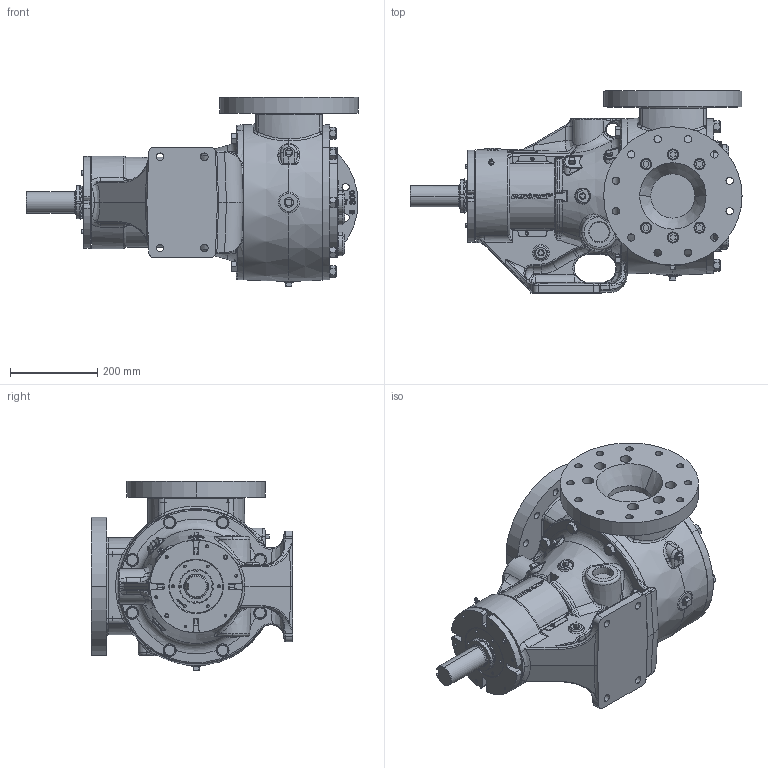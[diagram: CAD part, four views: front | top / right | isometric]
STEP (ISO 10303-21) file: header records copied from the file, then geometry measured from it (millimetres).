
FILE_DESCRIPTION (( 'STEP AP214' ), '1' );
FILE_NAME ('QV-2227.STEP', '2024-04-17T13:39:16', ( '' ), ( '' ), 'SwSTEP 2.0', 'SolidWorks 2022', '' );
FILE_SCHEMA (( 'AUTOMOTIVE_DESIGN' ));
Length unit declared in the file: inch
Products named in the file (1): QV-2227
Bounding box: 761.96 x 463.55 x 434.87 mm (x, y, z)
Volume: 42650062.7 mm3; surface area: 1641964.6 mm2
Topology: 1 solids, 1 shells, 3878 faces, 9855 edges, 6254 vertices
Faces by surface type: plane 1345, bspline 1241, cylinder 734, cone 425, torus 99, sphere 34
Entity records: 226582 total; most frequent: CARTESIAN_POINT 91903, ORIENTED_EDGE 19560, DIRECTION 13919, EDGE_CURVE 9780, VERTEX_POINT 6251, AXIS2_PLACEMENT_3D 4764, VECTOR 4391, LINE 4391
